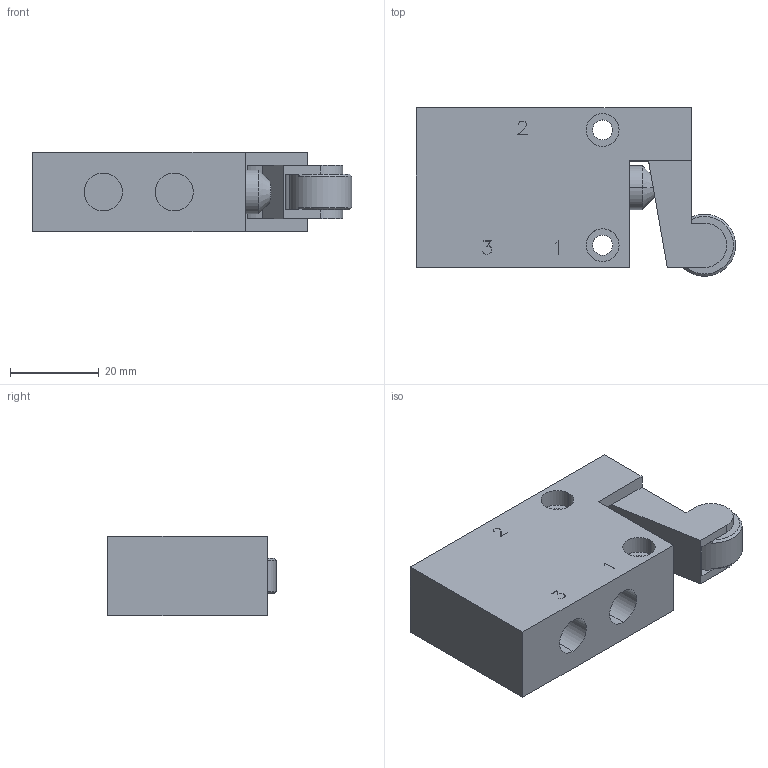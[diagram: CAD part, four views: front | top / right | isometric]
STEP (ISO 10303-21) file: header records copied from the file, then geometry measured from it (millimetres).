
FILE_DESCRIPTION (( 'STEP AP203' ), '1' );
FILE_NAME ('ER-18-310-Airtec.step', '2006-10-17T15:22:10', ( 'Gustaf Hederström' ), ( 'Cevican AB' ), 'SwSTEP 2.0', 'SolidWorks 2002308', '' );
FILE_SCHEMA (( 'CONFIG_CONTROL_DESIGN' ));
Length unit declared in the file: millimetre
Products named in the file (1): ER-18-310-Airtec
Bounding box: 72 x 37.99 x 18 mm (x, y, z)
Volume: 34275.6 mm3; surface area: 10655.7 mm2
Topology: 1 solids, 1 shells, 206 faces, 574 edges, 381 vertices
Faces by surface type: plane 173, cylinder 28, cone 5
Entity records: 6621 total; most frequent: CARTESIAN_POINT 1183, ORIENTED_EDGE 1148, DIRECTION 1045, EDGE_CURVE 574, LINE 505, VECTOR 505, VERTEX_POINT 381, AXIS2_PLACEMENT_3D 270
